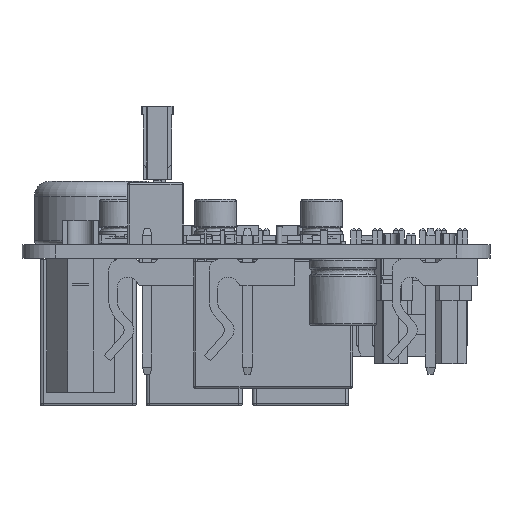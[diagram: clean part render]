
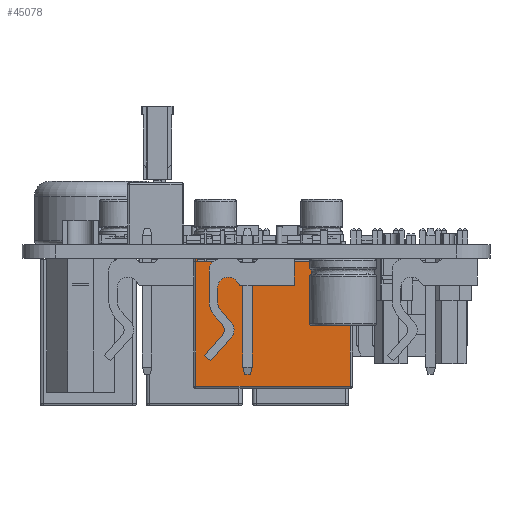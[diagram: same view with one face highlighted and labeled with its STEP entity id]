
A CAD part, front view. The second image highlights one B-rep face of the part: STEP entity #45078.
In plain terms, the highlighted face is planar.
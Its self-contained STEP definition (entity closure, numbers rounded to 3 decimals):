
#44706 = VERTEX_POINT('',#44707);
#44707 = CARTESIAN_POINT('',(17.1,7.6,0.4));
#44788 = VERTEX_POINT('',#44789);
#44789 = CARTESIAN_POINT('',(-0.9,7.6,0.4));
#44795 = EDGE_CURVE('',#44788,#44706,#44796,.T.);
#44796 = LINE('',#44797,#44798);
#44797 = CARTESIAN_POINT('',(-0.9,7.6,0.4));
#44798 = VECTOR('',#44799,1.);
#44799 = DIRECTION('',(1.,0.,0.));
#45052 = VERTEX_POINT('',#45053);
#45053 = CARTESIAN_POINT('',(17.1,7.6,0.02));
#45061 = EDGE_CURVE('',#45052,#44706,#45062,.T.);
#45062 = LINE('',#45063,#45064);
#45063 = CARTESIAN_POINT('',(17.1,7.6,0.02));
#45064 = VECTOR('',#45065,1.);
#45065 = DIRECTION('',(0.,0.,1.));
#45078 = ADVANCED_FACE('',(#45079),#45129,.T.);
#45079 = FACE_BOUND('',#45080,.T.);
#45080 = EDGE_LOOP('',(#45081,#45091,#45097,#45098,#45099,#45107,#45115,
    #45123));
#45081 = ORIENTED_EDGE('',*,*,#45082,.F.);
#45082 = EDGE_CURVE('',#45083,#45085,#45087,.T.);
#45083 = VERTEX_POINT('',#45084);
#45084 = CARTESIAN_POINT('',(17.35,7.6,0.02));
#45085 = VERTEX_POINT('',#45086);
#45086 = CARTESIAN_POINT('',(17.35,7.6,15.27));
#45087 = LINE('',#45088,#45089);
#45088 = CARTESIAN_POINT('',(17.35,7.6,0.02));
#45089 = VECTOR('',#45090,1.);
#45090 = DIRECTION('',(0.,0.,1.));
#45091 = ORIENTED_EDGE('',*,*,#45092,.F.);
#45092 = EDGE_CURVE('',#45052,#45083,#45093,.T.);
#45093 = LINE('',#45094,#45095);
#45094 = CARTESIAN_POINT('',(-1.4,7.6,0.02));
#45095 = VECTOR('',#45096,1.);
#45096 = DIRECTION('',(1.,0.,0.));
#45097 = ORIENTED_EDGE('',*,*,#45061,.T.);
#45098 = ORIENTED_EDGE('',*,*,#44795,.F.);
#45099 = ORIENTED_EDGE('',*,*,#45100,.F.);
#45100 = EDGE_CURVE('',#45101,#44788,#45103,.T.);
#45101 = VERTEX_POINT('',#45102);
#45102 = CARTESIAN_POINT('',(-0.9,7.6,0.02));
#45103 = LINE('',#45104,#45105);
#45104 = CARTESIAN_POINT('',(-0.9,7.6,0.02));
#45105 = VECTOR('',#45106,1.);
#45106 = DIRECTION('',(0.,0.,1.));
#45107 = ORIENTED_EDGE('',*,*,#45108,.F.);
#45108 = EDGE_CURVE('',#45109,#45101,#45111,.T.);
#45109 = VERTEX_POINT('',#45110);
#45110 = CARTESIAN_POINT('',(-1.15,7.6,0.02));
#45111 = LINE('',#45112,#45113);
#45112 = CARTESIAN_POINT('',(-1.4,7.6,0.02));
#45113 = VECTOR('',#45114,1.);
#45114 = DIRECTION('',(1.,0.,0.));
#45115 = ORIENTED_EDGE('',*,*,#45116,.T.);
#45116 = EDGE_CURVE('',#45109,#45117,#45119,.T.);
#45117 = VERTEX_POINT('',#45118);
#45118 = CARTESIAN_POINT('',(-1.15,7.6,15.27));
#45119 = LINE('',#45120,#45121);
#45120 = CARTESIAN_POINT('',(-1.15,7.6,0.02));
#45121 = VECTOR('',#45122,1.);
#45122 = DIRECTION('',(0.,0.,1.));
#45123 = ORIENTED_EDGE('',*,*,#45124,.T.);
#45124 = EDGE_CURVE('',#45117,#45085,#45125,.T.);
#45125 = LINE('',#45126,#45127);
#45126 = CARTESIAN_POINT('',(-1.15,7.6,15.27));
#45127 = VECTOR('',#45128,1.);
#45128 = DIRECTION('',(1.,0.,0.));
#45129 = PLANE('',#45130);
#45130 = AXIS2_PLACEMENT_3D('',#45131,#45132,#45133);
#45131 = CARTESIAN_POINT('',(-1.4,7.6,0.02));
#45132 = DIRECTION('',(0.,1.,0.));
#45133 = DIRECTION('',(1.,0.,0.));
